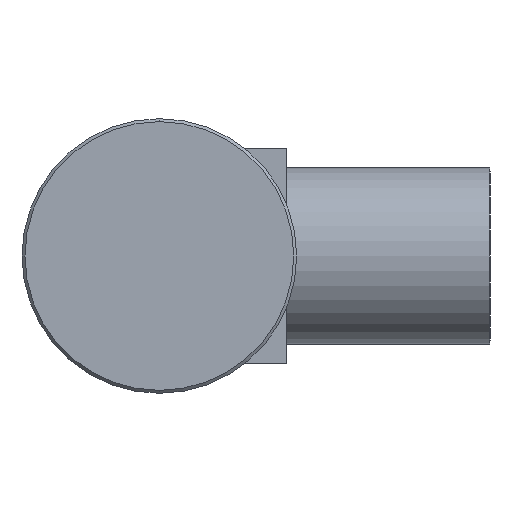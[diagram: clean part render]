
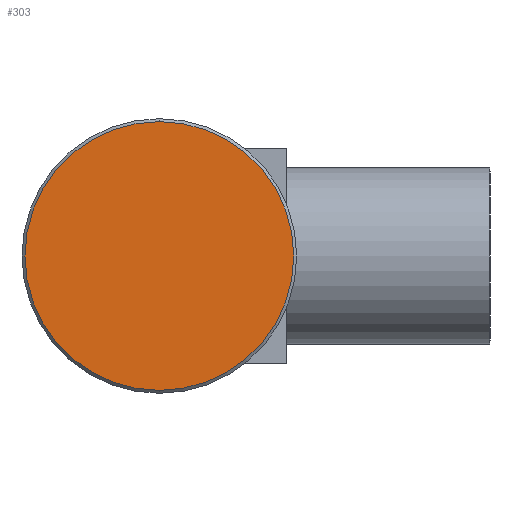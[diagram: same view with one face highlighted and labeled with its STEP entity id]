
A CAD part, left-side view. The second image highlights one B-rep face of the part: STEP entity #303.
In plain terms, the highlighted planar face has unit normal (-1, 0, 0).
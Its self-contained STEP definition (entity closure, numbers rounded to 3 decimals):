
#2 = AXIS2_PLACEMENT_3D ( 'NONE', #212, #873, #643 ) ;
#71 = CIRCLE ( 'NONE', #594, 13.7 ) ;
#72 = EDGE_LOOP ( 'NONE', ( #135, #83 ) ) ;
#83 = ORIENTED_EDGE ( 'NONE', *, *, #939, .T. ) ;
#135 = ORIENTED_EDGE ( 'NONE', *, *, #520, .T. ) ;
#170 = DIRECTION ( 'NONE',  ( -1., 0., 0. ) ) ;
#177 = DIRECTION ( 'NONE',  ( 0., 0., 1. ) ) ;
#212 = CARTESIAN_POINT ( 'NONE',  ( 0., 0., 0. ) ) ;
#245 = CARTESIAN_POINT ( 'NONE',  ( 0., 0., 0. ) ) ;
#289 = FACE_OUTER_BOUND ( 'NONE', #72, .T. ) ;
#303 = ADVANCED_FACE ( 'NONE', ( #289 ), #637, .F. ) ;
#343 = AXIS2_PLACEMENT_3D ( 'NONE', #245, #170, #177 ) ;
#378 = DIRECTION ( 'NONE',  ( 0., 0., 1. ) ) ;
#408 = CARTESIAN_POINT ( 'NONE',  ( 0., 0., -13.7 ) ) ;
#439 = CARTESIAN_POINT ( 'NONE',  ( 0., 0., 13.7 ) ) ;
#520 = EDGE_CURVE ( 'NONE', #855, #542, #71, .T. ) ;
#542 = VERTEX_POINT ( 'NONE', #439 ) ;
#578 = DIRECTION ( 'NONE',  ( -1., 0., 0. ) ) ;
#583 = CARTESIAN_POINT ( 'NONE',  ( 0., 0., 0. ) ) ;
#594 = AXIS2_PLACEMENT_3D ( 'NONE', #583, #578, #378 ) ;
#637 = PLANE ( 'NONE',  #2 ) ;
#643 = DIRECTION ( 'NONE',  ( 0., 0., -1. ) ) ;
#784 = CIRCLE ( 'NONE', #343, 13.7 ) ;
#855 = VERTEX_POINT ( 'NONE', #408 ) ;
#873 = DIRECTION ( 'NONE',  ( 1., 0., 0. ) ) ;
#939 = EDGE_CURVE ( 'NONE', #542, #855, #784, .T. ) ;
